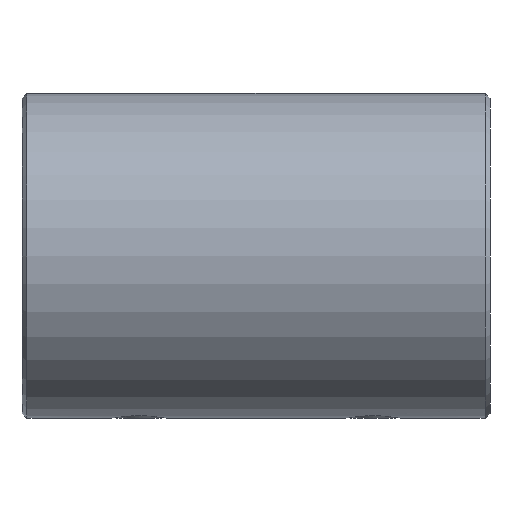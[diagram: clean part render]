
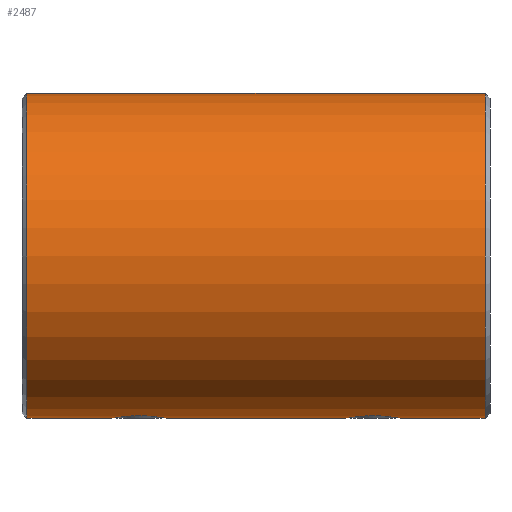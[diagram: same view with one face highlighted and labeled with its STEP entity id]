
A CAD part, front view. The second image highlights one B-rep face of the part: STEP entity #2487.
In plain terms, the highlighted cylindrical face has radius 12.5 mm (diameter 25 mm), a partial arc.
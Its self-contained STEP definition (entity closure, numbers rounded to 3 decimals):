
#385 = CARTESIAN_POINT ( 'NONE',  ( 6.682, 0., -12.5 ) ) ;
#400 = CARTESIAN_POINT ( 'NONE',  ( 6.682, -0.311, -12.5 ) ) ;
#401 = CARTESIAN_POINT ( 'NONE',  ( 6.742, -0.614, -12.488 ) ) ;
#402 = CARTESIAN_POINT ( 'NONE',  ( 6.98, -1.201, -12.446 ) ) ;
#403 = CARTESIAN_POINT ( 'NONE',  ( 7.146, -1.456, -12.417 ) ) ;
#404 = CARTESIAN_POINT ( 'NONE',  ( 7.576, -1.896, -12.357 ) ) ;
#405 = CARTESIAN_POINT ( 'NONE',  ( 7.826, -2.065, -12.329 ) ) ;
#406 = CARTESIAN_POINT ( 'NONE',  ( 8.398, -2.308, -12.286 ) ) ;
#407 = CARTESIAN_POINT ( 'NONE',  ( 8.695, -2.37, -12.273 ) ) ;
#408 = CARTESIAN_POINT ( 'NONE',  ( 9.303, -2.37, -12.273 ) ) ;
#409 = CARTESIAN_POINT ( 'NONE',  ( 9.598, -2.309, -12.286 ) ) ;
#410 = CARTESIAN_POINT ( 'NONE',  ( 10.175, -2.065, -12.329 ) ) ;
#411 = CARTESIAN_POINT ( 'NONE',  ( 10.424, -1.896, -12.357 ) ) ;
#412 = CARTESIAN_POINT ( 'NONE',  ( 10.854, -1.456, -12.417 ) ) ;
#413 = CARTESIAN_POINT ( 'NONE',  ( 11.021, -1.201, -12.446 ) ) ;
#414 = CARTESIAN_POINT ( 'NONE',  ( 11.258, -0.616, -12.488 ) ) ;
#415 = CARTESIAN_POINT ( 'NONE',  ( 11.318, -0.312, -12.5 ) ) ;
#416 = CARTESIAN_POINT ( 'NONE',  ( 11.318, 0., -12.5 ) ) ;
#429 = CARTESIAN_POINT ( 'NONE',  ( -11.318, 0., -12.5 ) ) ;
#443 = CARTESIAN_POINT ( 'NONE',  ( -11.318, -0.311, -12.5 ) ) ;
#444 = CARTESIAN_POINT ( 'NONE',  ( -11.258, -0.614, -12.488 ) ) ;
#445 = CARTESIAN_POINT ( 'NONE',  ( -11.02, -1.201, -12.446 ) ) ;
#446 = CARTESIAN_POINT ( 'NONE',  ( -10.854, -1.456, -12.417 ) ) ;
#447 = CARTESIAN_POINT ( 'NONE',  ( -10.424, -1.896, -12.357 ) ) ;
#448 = CARTESIAN_POINT ( 'NONE',  ( -10.174, -2.065, -12.329 ) ) ;
#449 = CARTESIAN_POINT ( 'NONE',  ( -9.602, -2.308, -12.286 ) ) ;
#450 = CARTESIAN_POINT ( 'NONE',  ( -9.305, -2.37, -12.273 ) ) ;
#451 = CARTESIAN_POINT ( 'NONE',  ( -8.697, -2.37, -12.273 ) ) ;
#452 = CARTESIAN_POINT ( 'NONE',  ( -8.402, -2.309, -12.286 ) ) ;
#453 = CARTESIAN_POINT ( 'NONE',  ( -7.825, -2.065, -12.329 ) ) ;
#454 = CARTESIAN_POINT ( 'NONE',  ( -7.576, -1.896, -12.357 ) ) ;
#455 = CARTESIAN_POINT ( 'NONE',  ( -7.146, -1.456, -12.417 ) ) ;
#456 = CARTESIAN_POINT ( 'NONE',  ( -6.979, -1.201, -12.446 ) ) ;
#457 = CARTESIAN_POINT ( 'NONE',  ( -6.742, -0.616, -12.488 ) ) ;
#458 = CARTESIAN_POINT ( 'NONE',  ( -6.682, -0.312, -12.5 ) ) ;
#459 = CARTESIAN_POINT ( 'NONE',  ( -6.682, 0., -12.5 ) ) ;
#659 = AXIS2_PLACEMENT_3D ( 'NONE', #967, #968, #969 ) ;
#662 = AXIS2_PLACEMENT_3D ( 'NONE', #920, #973, #974 ) ;
#821 = CARTESIAN_POINT ( 'NONE',  ( 18., 0., -12.5 ) ) ;
#822 = DIRECTION ( 'NONE',  ( -1., 0., 0. ) ) ;
#863 = CARTESIAN_POINT ( 'NONE',  ( 18., 0., -12.5 ) ) ;
#864 = DIRECTION ( 'NONE',  ( -1., 0., 0. ) ) ;
#885 = CARTESIAN_POINT ( 'NONE',  ( 18., 0., -12.5 ) ) ;
#886 = DIRECTION ( 'NONE',  ( -1., 0., 0. ) ) ;
#889 = CARTESIAN_POINT ( 'NONE',  ( 18., 0., 12.5 ) ) ;
#890 = DIRECTION ( 'NONE',  ( -1., 0., 0. ) ) ;
#920 = CARTESIAN_POINT ( 'NONE',  ( -17.619, 0., 0. ) ) ;
#967 = CARTESIAN_POINT ( 'NONE',  ( 17.619, 0., 0. ) ) ;
#968 = DIRECTION ( 'NONE',  ( -1., 0., 0. ) ) ;
#969 = DIRECTION ( 'NONE',  ( 0., 0., -1. ) ) ;
#973 = DIRECTION ( 'NONE',  ( 1., 0., 0. ) ) ;
#974 = DIRECTION ( 'NONE',  ( 0., 0., -1. ) ) ;
#1481 = EDGE_LOOP ( 'NONE', ( #1606, #1607, #1608, #1609, #1610, #1611, #1612, #1613 ) ) ;
#1606 = ORIENTED_EDGE ( 'NONE', *, *, #2704, .F. ) ;
#1607 = ORIENTED_EDGE ( 'NONE', *, *, #2720, .T. ) ;
#1608 = ORIENTED_EDGE ( 'NONE', *, *, #2711, .T. ) ;
#1609 = ORIENTED_EDGE ( 'NONE', *, *, #2722, .T. ) ;
#1610 = ORIENTED_EDGE ( 'NONE', *, *, #2709, .F. ) ;
#1611 = ORIENTED_EDGE ( 'NONE', *, *, #2652, .T. ) ;
#1612 = ORIENTED_EDGE ( 'NONE', *, *, #2707, .F. ) ;
#1613 = ORIENTED_EDGE ( 'NONE', *, *, #2647, .T. ) ;
#1781 = VERTEX_POINT ( 'NONE', #1984 ) ;
#1782 = VERTEX_POINT ( 'NONE', #1985 ) ;
#1786 = VERTEX_POINT ( 'NONE', #1989 ) ;
#1787 = VERTEX_POINT ( 'NONE', #1990 ) ;
#1799 = VERTEX_POINT ( 'NONE', #2002 ) ;
#1800 = VERTEX_POINT ( 'NONE', #2003 ) ;
#1807 = VERTEX_POINT ( 'NONE', #2010 ) ;
#1808 = VERTEX_POINT ( 'NONE', #2011 ) ;
#1984 = CARTESIAN_POINT ( 'NONE',  ( 11.318, 0., -12.5 ) ) ;
#1985 = CARTESIAN_POINT ( 'NONE',  ( 6.682, 0., -12.5 ) ) ;
#1989 = CARTESIAN_POINT ( 'NONE',  ( -6.682, 0., -12.5 ) ) ;
#1990 = CARTESIAN_POINT ( 'NONE',  ( -11.318, 0., -12.5 ) ) ;
#2002 = CARTESIAN_POINT ( 'NONE',  ( 17.619, 0., -12.5 ) ) ;
#2003 = CARTESIAN_POINT ( 'NONE',  ( 17.619, 0., 12.5 ) ) ;
#2010 = CARTESIAN_POINT ( 'NONE',  ( -17.619, 0., 12.5 ) ) ;
#2011 = CARTESIAN_POINT ( 'NONE',  ( -17.619, 0., -12.5 ) ) ;
#2174 = DIRECTION ( 'NONE',  ( 0., 0., 1. ) ) ;
#2187 = DIRECTION ( 'NONE',  ( -1., 0., 0. ) ) ;
#2188 = CARTESIAN_POINT ( 'NONE',  ( 18., 0., 0. ) ) ;
#2487 = ADVANCED_FACE ( 'NONE', ( #3157 ), #3163, .T. ) ;
#2647 = EDGE_CURVE ( 'NONE', #1782, #1781, #3503, .T. ) ;
#2652 = EDGE_CURVE ( 'NONE', #1787, #1786, #3508, .T. ) ;
#2704 = EDGE_CURVE ( 'NONE', #1799, #1781, #3473, .T. ) ;
#2707 = EDGE_CURVE ( 'NONE', #1782, #1786, #3476, .T. ) ;
#2709 = EDGE_CURVE ( 'NONE', #1787, #1808, #3471, .T. ) ;
#2711 = EDGE_CURVE ( 'NONE', #1800, #1807, #3481, .T. ) ;
#2720 = EDGE_CURVE ( 'NONE', #1799, #1800, #3488, .T. ) ;
#2722 = EDGE_CURVE ( 'NONE', #1807, #1808, #3491, .T. ) ;
#2765 = AXIS2_PLACEMENT_3D ( 'NONE', #2188, #2187, #2174 ) ;
#3157 = FACE_OUTER_BOUND ( 'NONE', #1481, .T. ) ;
#3163 = CYLINDRICAL_SURFACE ( 'NONE', #2765, 12.5 ) ;
#3470 = VECTOR ( 'NONE', #864, 1000. ) ;
#3471 = LINE ( 'NONE', #885, #3475 ) ;
#3473 = LINE ( 'NONE', #821, #3474 ) ;
#3474 = VECTOR ( 'NONE', #822, 1000. ) ;
#3475 = VECTOR ( 'NONE', #886, 1000. ) ;
#3476 = LINE ( 'NONE', #863, #3470 ) ;
#3481 = LINE ( 'NONE', #889, #3482 ) ;
#3482 = VECTOR ( 'NONE', #890, 1000. ) ;
#3488 = CIRCLE ( 'NONE', #659, 12.5 ) ;
#3491 = CIRCLE ( 'NONE', #662, 12.5 ) ;
#3503 = B_SPLINE_CURVE_WITH_KNOTS ( 'NONE', 3,
 ( #385, #400, #401, #402, #403, #404, #405, #406, #407, #408, #409, #410, #411, #412, #413, #414, #415, #416 ),
 .UNSPECIFIED., .F., .F.,
 ( 4, 2, 2, 2, 2, 2, 2, 2, 4 ),
 ( 0., 0.062, 0.125, 0.187, 0.25, 0.312, 0.375, 0.437, 0.5 ),
 .UNSPECIFIED. ) ;
#3508 = B_SPLINE_CURVE_WITH_KNOTS ( 'NONE', 3,
 ( #429, #443, #444, #445, #446, #447, #448, #449, #450, #451, #452, #453, #454, #455, #456, #457, #458, #459 ),
 .UNSPECIFIED., .F., .F.,
 ( 4, 2, 2, 2, 2, 2, 2, 2, 4 ),
 ( 0., 0.062, 0.125, 0.187, 0.25, 0.312, 0.375, 0.437, 0.5 ),
 .UNSPECIFIED. ) ;
